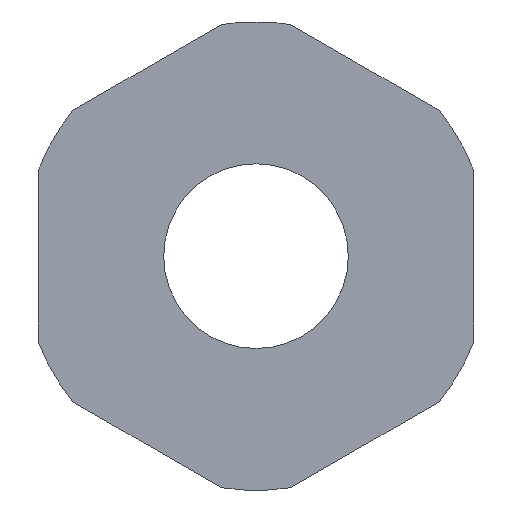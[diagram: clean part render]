
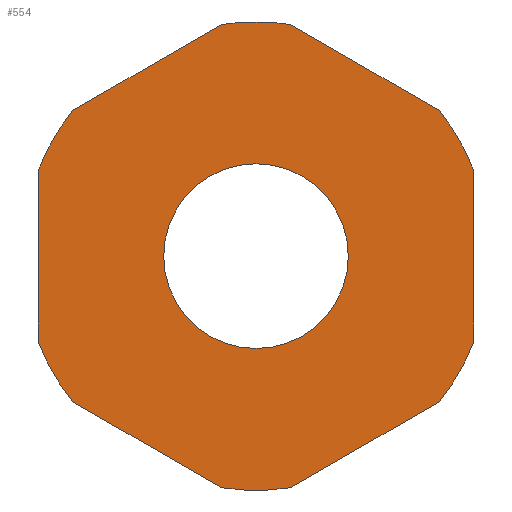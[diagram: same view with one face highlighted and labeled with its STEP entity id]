
A CAD part, left-side view. The second image highlights one B-rep face of the part: STEP entity #554.
In plain terms, the highlighted planar face has unit normal (-1, 0, 0).
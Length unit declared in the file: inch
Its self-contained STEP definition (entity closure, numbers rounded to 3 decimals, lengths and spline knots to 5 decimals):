
#4 = CARTESIAN_POINT ( 'NONE',  ( -18., 0., 0. ) ) ;
#18 = DIRECTION ( 'NONE',  ( 0., 0., -1. ) ) ;
#19 = VECTOR ( 'NONE', #355, 39.37008 ) ;
#28 = AXIS2_PLACEMENT_3D ( 'NONE', #196, #61, #559 ) ;
#31 = VERTEX_POINT ( 'NONE', #441 ) ;
#33 = DIRECTION ( 'NONE',  ( 1., 0., 0. ) ) ;
#38 = CARTESIAN_POINT ( 'NONE',  ( -18., 0., 0. ) ) ;
#39 = DIRECTION ( 'NONE',  ( 1., 0., 0. ) ) ;
#42 = DIRECTION ( 'NONE',  ( 0., 0., -1. ) ) ;
#46 = VERTEX_POINT ( 'NONE', #397 ) ;
#48 = DIRECTION ( 'NONE',  ( 0., -0.866, -0.5 ) ) ;
#49 = DIRECTION ( 'NONE',  ( 0., 0.866, 0.5 ) ) ;
#57 = VERTEX_POINT ( 'NONE', #478 ) ;
#60 = VECTOR ( 'NONE', #449, 39.37008 ) ;
#61 = DIRECTION ( 'NONE',  ( 1., 0., 0. ) ) ;
#62 = ORIENTED_EDGE ( 'NONE', *, *, #323, .F. ) ;
#70 = CARTESIAN_POINT ( 'NONE',  ( -18., 0.09375, 0.16238 ) ) ;
#72 = EDGE_CURVE ( 'NONE', #197, #339, #350, .T. ) ;
#81 = CARTESIAN_POINT ( 'NONE',  ( -18., -0.02966, -0.19938 ) ) ;
#91 = EDGE_LOOP ( 'NONE', ( #589, #425, #420, #435, #560, #432, #269, #417, #180, #62, #155, #330, #134 ) ) ;
#93 = CARTESIAN_POINT ( 'NONE',  ( -18., 0., 0.20157 ) ) ;
#95 = CARTESIAN_POINT ( 'NONE',  ( -18., -0.09375, 0.16238 ) ) ;
#98 = VERTEX_POINT ( 'NONE', #503 ) ;
#103 = CARTESIAN_POINT ( 'NONE',  ( -18., 0., 0. ) ) ;
#118 = VECTOR ( 'NONE', #18, 39.37008 ) ;
#134 = ORIENTED_EDGE ( 'NONE', *, *, #72, .F. ) ;
#136 = DIRECTION ( 'NONE',  ( 1., 0., 0. ) ) ;
#137 = VERTEX_POINT ( 'NONE', #93 ) ;
#138 = CARTESIAN_POINT ( 'NONE',  ( -18., 0., -0.0795 ) ) ;
#148 = EDGE_CURVE ( 'NONE', #527, #544, #257, .T. ) ;
#149 = VERTEX_POINT ( 'NONE', #489 ) ;
#155 = ORIENTED_EDGE ( 'NONE', *, *, #395, .F. ) ;
#156 = EDGE_CURVE ( 'NONE', #393, #347, #546, .T. ) ;
#159 = DIRECTION ( 'NONE',  ( 0., 0., -1. ) ) ;
#162 = VECTOR ( 'NONE', #48, 39.37008 ) ;
#170 = CIRCLE ( 'NONE', #534, 0.20157 ) ;
#174 = CARTESIAN_POINT ( 'NONE',  ( -18., 0., 0. ) ) ;
#176 = CARTESIAN_POINT ( 'NONE',  ( -18., -0.1875, 0. ) ) ;
#180 = ORIENTED_EDGE ( 'NONE', *, *, #270, .F. ) ;
#188 = DIRECTION ( 'NONE',  ( 1., 0., 0. ) ) ;
#193 = EDGE_CURVE ( 'NONE', #46, #197, #460, .T. ) ;
#196 = CARTESIAN_POINT ( 'NONE',  ( -18., 0., 0. ) ) ;
#197 = VERTEX_POINT ( 'NONE', #486 ) ;
#199 = VERTEX_POINT ( 'NONE', #81 ) ;
#200 = EDGE_CURVE ( 'NONE', #339, #57, #578, .T. ) ;
#209 = CIRCLE ( 'NONE', #28, 0.20157 ) ;
#213 = LINE ( 'NONE', #70, #19 ) ;
#220 = AXIS2_PLACEMENT_3D ( 'NONE', #38, #525, #538 ) ;
#221 = VERTEX_POINT ( 'NONE', #370 ) ;
#222 = CARTESIAN_POINT ( 'NONE',  ( -18., -0.15784, 0.12538 ) ) ;
#230 = EDGE_CURVE ( 'NONE', #137, #31, #170, .T. ) ;
#231 = DIRECTION ( 'NONE',  ( 0., 0., -1. ) ) ;
#233 = FACE_BOUND ( 'NONE', #249, .T. ) ;
#239 = CARTESIAN_POINT ( 'NONE',  ( -18., -0.09375, -0.16238 ) ) ;
#249 = EDGE_LOOP ( 'NONE', ( #522, #446 ) ) ;
#257 = CIRCLE ( 'NONE', #469, 0.0795 ) ;
#260 = EDGE_CURVE ( 'NONE', #544, #527, #451, .T. ) ;
#263 = CARTESIAN_POINT ( 'NONE',  ( -18., 0.1875, 0. ) ) ;
#268 = CIRCLE ( 'NONE', #338, 0.20157 ) ;
#269 = ORIENTED_EDGE ( 'NONE', *, *, #520, .F. ) ;
#270 = EDGE_CURVE ( 'NONE', #149, #137, #209, .T. ) ;
#274 = CARTESIAN_POINT ( 'NONE',  ( -18., 0., 0. ) ) ;
#314 = VECTOR ( 'NONE', #49, 39.37008 ) ;
#316 = LINE ( 'NONE', #95, #162 ) ;
#319 = FACE_OUTER_BOUND ( 'NONE', #91, .T. ) ;
#322 = DIRECTION ( 'NONE',  ( 1., 0., 0. ) ) ;
#323 = EDGE_CURVE ( 'NONE', #221, #149, #213, .T. ) ;
#329 = DIRECTION ( 'NONE',  ( 0., 0., -1. ) ) ;
#330 = ORIENTED_EDGE ( 'NONE', *, *, #200, .F. ) ;
#331 = CARTESIAN_POINT ( 'NONE',  ( -18., 0., 0.0795 ) ) ;
#338 = AXIS2_PLACEMENT_3D ( 'NONE', #493, #33, #434 ) ;
#339 = VERTEX_POINT ( 'NONE', #352 ) ;
#347 = VERTEX_POINT ( 'NONE', #488 ) ;
#350 = CIRCLE ( 'NONE', #518, 0.20157 ) ;
#351 = DIRECTION ( 'NONE',  ( 1., 0., 0. ) ) ;
#352 = CARTESIAN_POINT ( 'NONE',  ( -18., 0.1875, -0.074 ) ) ;
#355 = DIRECTION ( 'NONE',  ( 0., -0.866, 0.5 ) ) ;
#370 = CARTESIAN_POINT ( 'NONE',  ( -18., 0.15784, 0.12538 ) ) ;
#386 = EDGE_CURVE ( 'NONE', #199, #46, #268, .T. ) ;
#387 = CARTESIAN_POINT ( 'NONE',  ( -18., 0., 0. ) ) ;
#390 = AXIS2_PLACEMENT_3D ( 'NONE', #511, #322, #415 ) ;
#393 = VERTEX_POINT ( 'NONE', #222 ) ;
#395 = EDGE_CURVE ( 'NONE', #57, #221, #483, .T. ) ;
#397 = CARTESIAN_POINT ( 'NONE',  ( -18., 0.02966, -0.19938 ) ) ;
#398 = LINE ( 'NONE', #176, #118 ) ;
#399 = AXIS2_PLACEMENT_3D ( 'NONE', #103, #429, #329 ) ;
#415 = DIRECTION ( 'NONE',  ( 0., 0., -1. ) ) ;
#417 = ORIENTED_EDGE ( 'NONE', *, *, #230, .F. ) ;
#418 = DIRECTION ( 'NONE',  ( 0., 0.866, -0.5 ) ) ;
#420 = ORIENTED_EDGE ( 'NONE', *, *, #543, .F. ) ;
#422 = EDGE_CURVE ( 'NONE', #347, #514, #398, .T. ) ;
#425 = ORIENTED_EDGE ( 'NONE', *, *, #386, .F. ) ;
#426 = CIRCLE ( 'NONE', #494, 0.20157 ) ;
#428 = EDGE_CURVE ( 'NONE', #514, #98, #426, .T. ) ;
#429 = DIRECTION ( 'NONE',  ( 1., 0., 0. ) ) ;
#432 = ORIENTED_EDGE ( 'NONE', *, *, #156, .F. ) ;
#434 = DIRECTION ( 'NONE',  ( 0., 0., -1. ) ) ;
#435 = ORIENTED_EDGE ( 'NONE', *, *, #428, .F. ) ;
#441 = CARTESIAN_POINT ( 'NONE',  ( -18., -0.02966, 0.19938 ) ) ;
#446 = ORIENTED_EDGE ( 'NONE', *, *, #148, .T. ) ;
#449 = DIRECTION ( 'NONE',  ( 0., 0., 1. ) ) ;
#451 = CIRCLE ( 'NONE', #399, 0.0795 ) ;
#458 = CARTESIAN_POINT ( 'NONE',  ( -18., -0.1875, -0.074 ) ) ;
#460 = LINE ( 'NONE', #582, #314 ) ;
#466 = DIRECTION ( 'NONE',  ( 0., 0., -1. ) ) ;
#469 = AXIS2_PLACEMENT_3D ( 'NONE', #274, #136, #231 ) ;
#478 = CARTESIAN_POINT ( 'NONE',  ( -18., 0.1875, 0.074 ) ) ;
#483 = CIRCLE ( 'NONE', #220, 0.20157 ) ;
#486 = CARTESIAN_POINT ( 'NONE',  ( -18., 0.15784, -0.12538 ) ) ;
#488 = CARTESIAN_POINT ( 'NONE',  ( -18., -0.1875, 0.074 ) ) ;
#489 = CARTESIAN_POINT ( 'NONE',  ( -18., 0.02966, 0.19938 ) ) ;
#493 = CARTESIAN_POINT ( 'NONE',  ( -18., 0., 0. ) ) ;
#494 = AXIS2_PLACEMENT_3D ( 'NONE', #387, #572, #159 ) ;
#503 = CARTESIAN_POINT ( 'NONE',  ( -18., -0.15784, -0.12538 ) ) ;
#511 = CARTESIAN_POINT ( 'NONE',  ( -18., 0., 0. ) ) ;
#514 = VERTEX_POINT ( 'NONE', #458 ) ;
#518 = AXIS2_PLACEMENT_3D ( 'NONE', #174, #39, #42 ) ;
#520 = EDGE_CURVE ( 'NONE', #31, #393, #316, .T. ) ;
#522 = ORIENTED_EDGE ( 'NONE', *, *, #260, .T. ) ;
#525 = DIRECTION ( 'NONE',  ( 1., 0., 0. ) ) ;
#527 = VERTEX_POINT ( 'NONE', #138 ) ;
#528 = AXIS2_PLACEMENT_3D ( 'NONE', #588, #351, #547 ) ;
#534 = AXIS2_PLACEMENT_3D ( 'NONE', #4, #188, #466 ) ;
#538 = DIRECTION ( 'NONE',  ( 0., 0., -1. ) ) ;
#543 = EDGE_CURVE ( 'NONE', #98, #199, #545, .T. ) ;
#544 = VERTEX_POINT ( 'NONE', #331 ) ;
#545 = LINE ( 'NONE', #239, #566 ) ;
#546 = CIRCLE ( 'NONE', #528, 0.20157 ) ;
#547 = DIRECTION ( 'NONE',  ( 0., 0., -1. ) ) ;
#550 = PLANE ( 'NONE',  #390 ) ;
#554 = ADVANCED_FACE ( 'NONE', ( #233, #319 ), #550, .F. ) ;
#559 = DIRECTION ( 'NONE',  ( 0., 0., -1. ) ) ;
#560 = ORIENTED_EDGE ( 'NONE', *, *, #422, .F. ) ;
#566 = VECTOR ( 'NONE', #418, 39.37008 ) ;
#572 = DIRECTION ( 'NONE',  ( 1., 0., 0. ) ) ;
#578 = LINE ( 'NONE', #263, #60 ) ;
#582 = CARTESIAN_POINT ( 'NONE',  ( -18., 0.09375, -0.16238 ) ) ;
#588 = CARTESIAN_POINT ( 'NONE',  ( -18., 0., 0. ) ) ;
#589 = ORIENTED_EDGE ( 'NONE', *, *, #193, .F. ) ;
